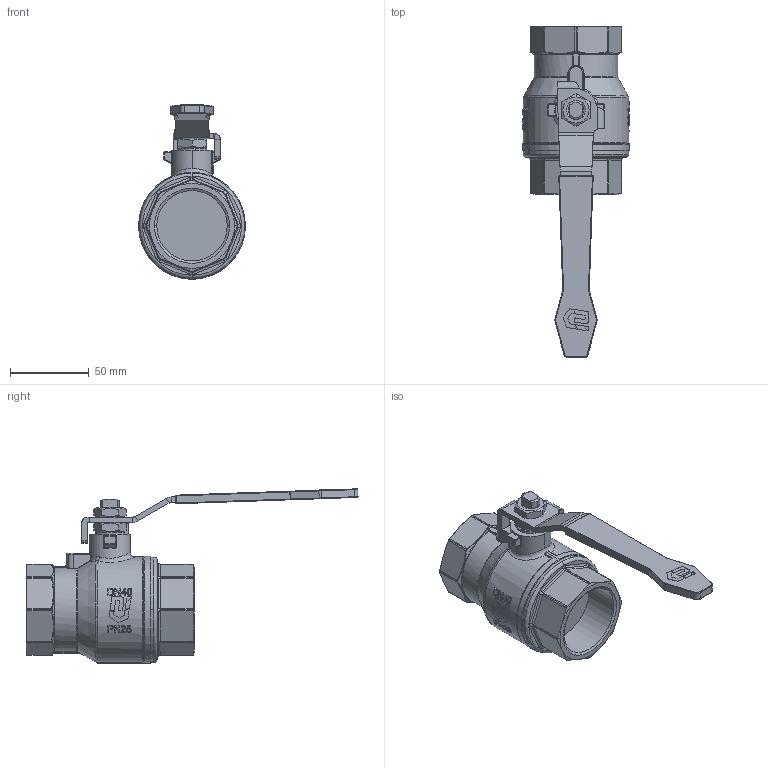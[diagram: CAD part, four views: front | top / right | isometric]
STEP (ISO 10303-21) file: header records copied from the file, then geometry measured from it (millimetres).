
FILE_DESCRIPTION(('HOOPS Exchange Step'),'2;1');
FILE_NAME('GK07_DN40.stp','2025-11-07T13:30:15+01:00',('nieru'),('Unknown organisation'),'HOOPS Exchange 2024.2','HOOPS Exchange','Unknown authorisation');
FILE_SCHEMA( ('AP203_CONFIGURATION_CONTROLLED_3D_DESIGN_OF_MECHANICAL_PARTS_AND_ASSEMBLIES_MIM_LF') );
Length unit declared in the file: millimetre
Products named in the file (2): 0; root
Assembly tree (1 placements, depth 2):
  root
    0
Bounding box: 68 x 211.4 x 111 mm (x, y, z)
Volume: 261620.7 mm3; surface area: 45459 mm2
Topology: 1 solids, 1 shells, 914 faces, 2334 edges, 1450 vertices
Faces by surface type: bspline 274, cylinder 263, plane 252, torus 56, cone 54, sphere 15
Entity records: 37934 total; most frequent: CARTESIAN_POINT 18648, ORIENTED_EDGE 4628, DIRECTION 2946, EDGE_CURVE 2314, VERTEX_POINT 1450, AXIS2_PLACEMENT_3D 1124, B_SPLINE_CURVE_WITH_KNOTS 1039, EDGE_LOOP 962
